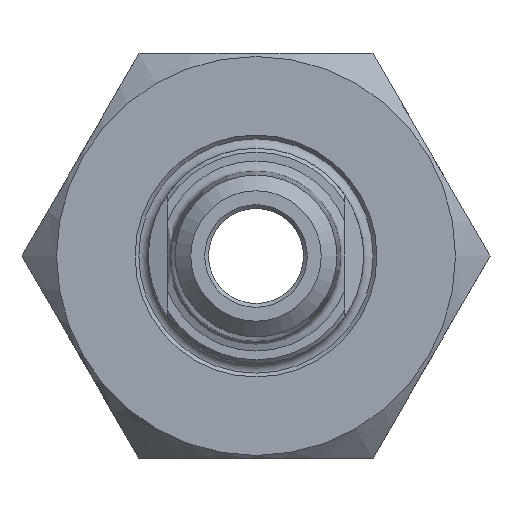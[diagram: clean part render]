
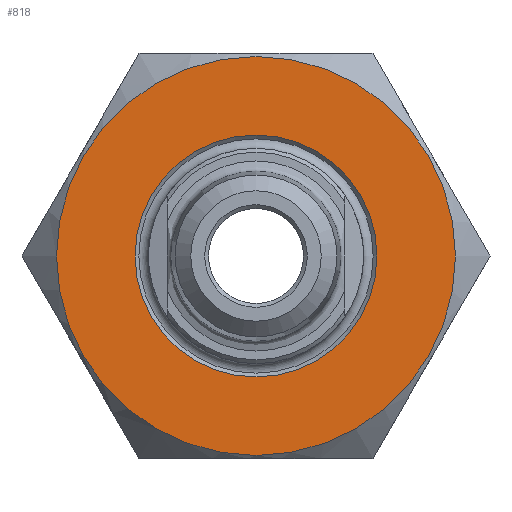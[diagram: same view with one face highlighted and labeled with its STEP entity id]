
A CAD part, left-side view. The second image highlights one B-rep face of the part: STEP entity #818.
In plain terms, the highlighted planar face has unit normal (-1, 0, 0).
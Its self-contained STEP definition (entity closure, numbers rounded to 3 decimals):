
#50=FACE_BOUND('',#143,.T.);
#64=PLANE('',#953);
#90=FACE_OUTER_BOUND('',#142,.T.);
#142=EDGE_LOOP('',(#598));
#143=EDGE_LOOP('',(#599));
#291=CIRCLE('',#934,15.75);
#298=CIRCLE('',#948,9.55);
#361=VERTEX_POINT('',#1380);
#367=VERTEX_POINT('',#1406);
#441=EDGE_CURVE('',#361,#361,#291,.T.);
#453=EDGE_CURVE('',#367,#367,#298,.T.);
#598=ORIENTED_EDGE('',*,*,#441,.T.);
#599=ORIENTED_EDGE('',*,*,#453,.F.);
#818=ADVANCED_FACE('',(#90,#50),#64,.T.);
#934=AXIS2_PLACEMENT_3D('',#1382,#1059,#1060);
#948=AXIS2_PLACEMENT_3D('',#1407,#1092,#1093);
#953=AXIS2_PLACEMENT_3D('',#1417,#1104,#1105);
#1059=DIRECTION('center_axis',(-1.,0.,0.));
#1060=DIRECTION('ref_axis',(0.,1.,0.));
#1092=DIRECTION('center_axis',(-1.,0.,0.));
#1093=DIRECTION('ref_axis',(0.,0.,-1.));
#1104=DIRECTION('center_axis',(-1.,0.,0.));
#1105=DIRECTION('ref_axis',(0.,0.,1.));
#1380=CARTESIAN_POINT('',(-13.5,-15.75,0.));
#1382=CARTESIAN_POINT('Origin',(-13.5,0.,0.));
#1406=CARTESIAN_POINT('',(-13.5,0.,9.55));
#1407=CARTESIAN_POINT('Origin',(-13.5,0.,0.));
#1417=CARTESIAN_POINT('Origin',(-13.5,0.,0.));
